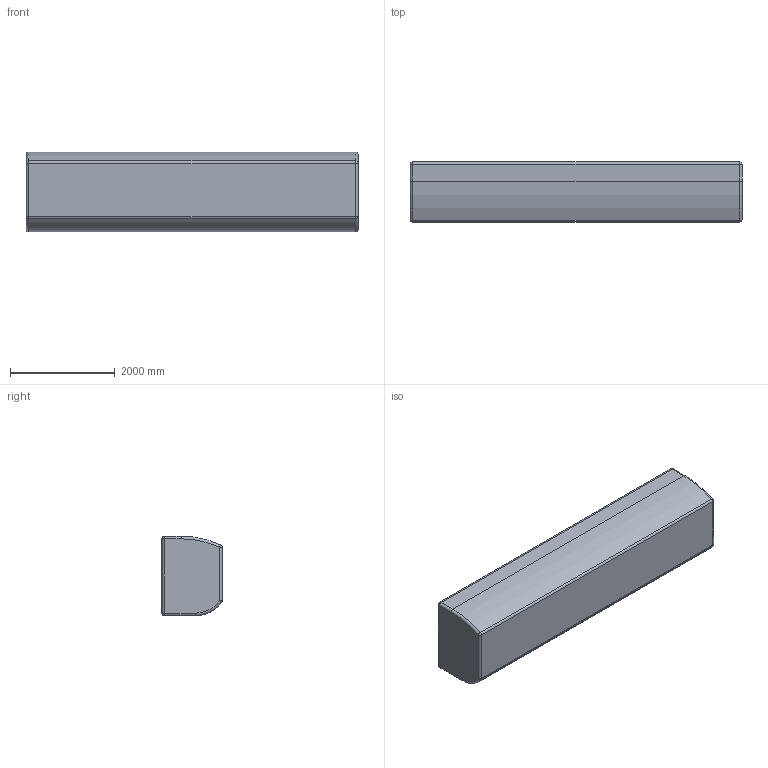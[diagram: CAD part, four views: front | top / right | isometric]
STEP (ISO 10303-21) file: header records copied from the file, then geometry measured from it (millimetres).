
FILE_DESCRIPTION((''),'2;1');
FILE_NAME('FLT_F404074A','2006-09-25T',('Pepperl+Fuchs'),('Industriehansa'),'PRO/ENGINEER BY PARAMETRIC TECHNOLOGY CORPORATION, 2005290','PRO/ENGINEER BY PARAMETRIC TECHNOLOGY CORPORATION, 2005290','');
FILE_SCHEMA(('AUTOMOTIVE_DESIGN_CC2 { 1 2 10303 214 -1 1 5 2 }'));
Length unit declared in the file: inch
Products named in the file (1): FLT_F404074A
Bounding box: 6350 x 1150.62 x 1524 mm (x, y, z)
Volume: 10530730823.6 mm3; surface area: 35054909.4 mm2
Topology: 1 solids, 1 shells, 57 faces, 122 edges, 72 vertices
Faces by surface type: plane 25, cylinder 20, sphere 8, torus 4
Entity records: 1952 total; most frequent: DIRECTION 286, CARTESIAN_POINT 252, ORIENTED_EDGE 244, PRESENTATION_STYLE_ASSIGNMENT 126, STYLED_ITEM 124, CURVE_STYLE 123, EDGE_CURVE 122, AXIS2_PLACEMENT_3D 106
